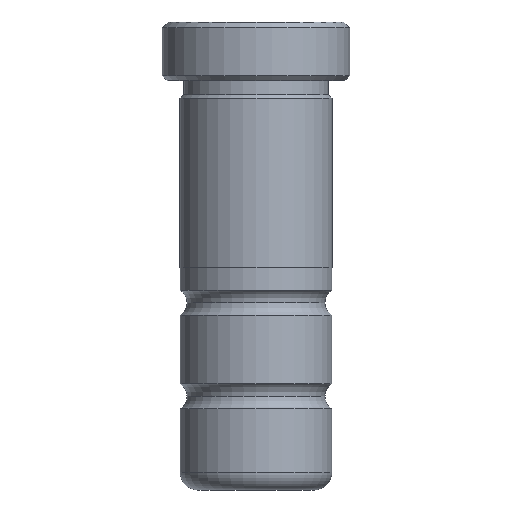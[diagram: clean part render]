
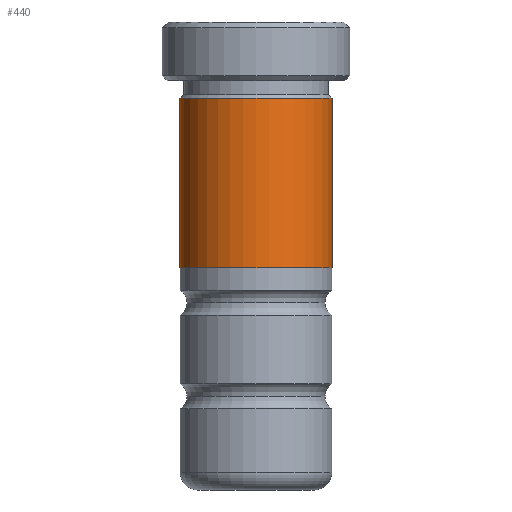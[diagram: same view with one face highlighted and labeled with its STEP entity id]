
A CAD part, front view. The second image highlights one B-rep face of the part: STEP entity #440.
In plain terms, the highlighted cylindrical face has radius 6.505 mm (diameter 13.01 mm), a partial arc.
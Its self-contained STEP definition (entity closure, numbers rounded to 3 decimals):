
#44 = ORIENTED_EDGE ( 'NONE', *, *, #87, .F. ) ;
#53 = EDGE_CURVE ( 'NONE', #134, #206, #758, .T. ) ;
#87 = EDGE_CURVE ( 'NONE', #134, #734, #1470, .T. ) ;
#114 = DIRECTION ( 'NONE',  ( 0., 0., 1. ) ) ;
#134 = VERTEX_POINT ( 'NONE', #547 ) ;
#162 = AXIS2_PLACEMENT_3D ( 'NONE', #259, #285, #280 ) ;
#169 = DIRECTION ( 'NONE',  ( 0., 0., 1. ) ) ;
#206 = VERTEX_POINT ( 'NONE', #1217 ) ;
#222 = CARTESIAN_POINT ( 'NONE',  ( -6.505, 0., 33.5 ) ) ;
#259 = CARTESIAN_POINT ( 'NONE',  ( 0., 0., 19. ) ) ;
#280 = DIRECTION ( 'NONE',  ( 1., 0., 0. ) ) ;
#285 = DIRECTION ( 'NONE',  ( 0., 0., 1. ) ) ;
#306 = DIRECTION ( 'NONE',  ( 1., 0., 0. ) ) ;
#357 = EDGE_LOOP ( 'NONE', ( #44, #804, #1158, #964 ) ) ;
#379 = DIRECTION ( 'NONE',  ( 0., 0., 1. ) ) ;
#427 = DIRECTION ( 'NONE',  ( 0., 0., 1. ) ) ;
#440 = ADVANCED_FACE ( 'NONE', ( #743 ), #693, .T. ) ;
#547 = CARTESIAN_POINT ( 'NONE',  ( -6.505, 0., 19. ) ) ;
#672 = CIRCLE ( 'NONE', #816, 6.505 ) ;
#693 = CYLINDRICAL_SURFACE ( 'NONE', #1454, 6.505 ) ;
#734 = VERTEX_POINT ( 'NONE', #1809 ) ;
#743 = FACE_OUTER_BOUND ( 'NONE', #357, .T. ) ;
#758 = CIRCLE ( 'NONE', #162, 6.505 ) ;
#804 = ORIENTED_EDGE ( 'NONE', *, *, #53, .T. ) ;
#816 = AXIS2_PLACEMENT_3D ( 'NONE', #1252, #427, #1407 ) ;
#841 = VECTOR ( 'NONE', #114, 1000. ) ;
#936 = CARTESIAN_POINT ( 'NONE',  ( 6.505, 0., 33.5 ) ) ;
#964 = ORIENTED_EDGE ( 'NONE', *, *, #1370, .F. ) ;
#1009 = CARTESIAN_POINT ( 'NONE',  ( 0., 0., 33.5 ) ) ;
#1158 = ORIENTED_EDGE ( 'NONE', *, *, #1238, .T. ) ;
#1173 = LINE ( 'NONE', #936, #841 ) ;
#1217 = CARTESIAN_POINT ( 'NONE',  ( 6.505, 0., 19. ) ) ;
#1238 = EDGE_CURVE ( 'NONE', #206, #1323, #1173, .T. ) ;
#1252 = CARTESIAN_POINT ( 'NONE',  ( 0., 0., 33.5 ) ) ;
#1323 = VERTEX_POINT ( 'NONE', #1395 ) ;
#1370 = EDGE_CURVE ( 'NONE', #734, #1323, #672, .T. ) ;
#1395 = CARTESIAN_POINT ( 'NONE',  ( 6.505, 0., 33.5 ) ) ;
#1407 = DIRECTION ( 'NONE',  ( 1., 0., 0. ) ) ;
#1454 = AXIS2_PLACEMENT_3D ( 'NONE', #1009, #169, #306 ) ;
#1470 = LINE ( 'NONE', #222, #1766 ) ;
#1766 = VECTOR ( 'NONE', #379, 1000. ) ;
#1809 = CARTESIAN_POINT ( 'NONE',  ( -6.505, 0., 33.5 ) ) ;
